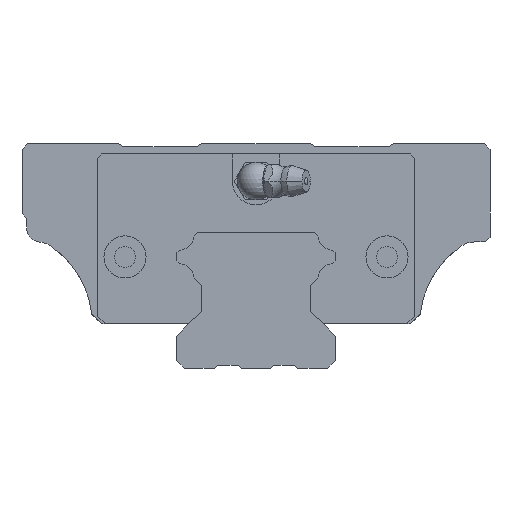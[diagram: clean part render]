
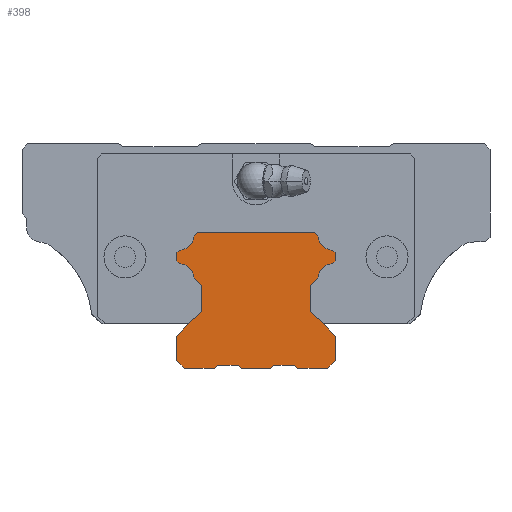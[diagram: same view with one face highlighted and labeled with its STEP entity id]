
A CAD part, front view. The second image highlights one B-rep face of the part: STEP entity #398.
In plain terms, the highlighted planar face has unit normal (0, -1, 0).
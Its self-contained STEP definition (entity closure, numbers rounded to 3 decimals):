
#398=ADVANCED_FACE('',(#889),#890,.T.);
#889=FACE_OUTER_BOUND('',#1459,.T.);
#890=PLANE('',#1460);
#1459=EDGE_LOOP('',(#3359,#3360,#3361,#3362,#3363,#3364,#3365,#3366,#3367,#3368,#3369,#3370,#3371,#3372,#3373,#3374,#3375,#3376,#3377,#3378,#3379,#3380,#3381,#3382,#3383,#3384,#3385,#3386,#3387,#3388,#3389,#3390));
#1460=AXIS2_PLACEMENT_3D('',#3391,#3392,#3393);
#3359=ORIENTED_EDGE('',*,*,#4075,.T.);
#3360=ORIENTED_EDGE('',*,*,#4092,.F.);
#3361=ORIENTED_EDGE('',*,*,#4103,.F.);
#3362=ORIENTED_EDGE('',*,*,#4063,.F.);
#3363=ORIENTED_EDGE('',*,*,#4012,.F.);
#3364=ORIENTED_EDGE('',*,*,#4067,.T.);
#3365=ORIENTED_EDGE('',*,*,#4085,.T.);
#3366=ORIENTED_EDGE('',*,*,#4130,.F.);
#3367=ORIENTED_EDGE('',*,*,#4005,.T.);
#3368=ORIENTED_EDGE('',*,*,#4114,.T.);
#3369=ORIENTED_EDGE('',*,*,#4131,.F.);
#3370=ORIENTED_EDGE('',*,*,#4060,.T.);
#3371=ORIENTED_EDGE('',*,*,#4121,.T.);
#3372=ORIENTED_EDGE('',*,*,#4052,.F.);
#3373=ORIENTED_EDGE('',*,*,#4070,.T.);
#3374=ORIENTED_EDGE('',*,*,#4116,.T.);
#3375=ORIENTED_EDGE('',*,*,#4100,.F.);
#3376=ORIENTED_EDGE('',*,*,#4096,.F.);
#3377=ORIENTED_EDGE('',*,*,#4037,.T.);
#3378=ORIENTED_EDGE('',*,*,#4019,.F.);
#3379=ORIENTED_EDGE('',*,*,#4001,.F.);
#3380=ORIENTED_EDGE('',*,*,#4132,.F.);
#3381=ORIENTED_EDGE('',*,*,#4133,.F.);
#3382=ORIENTED_EDGE('',*,*,#4048,.F.);
#3383=ORIENTED_EDGE('',*,*,#4128,.T.);
#3384=ORIENTED_EDGE('',*,*,#4108,.F.);
#3385=ORIENTED_EDGE('',*,*,#4088,.F.);
#3386=ORIENTED_EDGE('',*,*,#4134,.F.);
#3387=ORIENTED_EDGE('',*,*,#4123,.F.);
#3388=ORIENTED_EDGE('',*,*,#4044,.F.);
#3389=ORIENTED_EDGE('',*,*,#4082,.T.);
#3390=ORIENTED_EDGE('',*,*,#4126,.F.);
#3391=CARTESIAN_POINT('',(-16.688,-170.8,-21.312));
#3392=DIRECTION('',(0.0,-1.0,0.0));
#3393=DIRECTION('',(0.0,0.0,-1.0));
#4001=EDGE_CURVE('',#5002,#5004,#5005,.T.);
#4005=EDGE_CURVE('',#5012,#5010,#5013,.T.);
#4012=EDGE_CURVE('',#5023,#5025,#5026,.T.);
#4019=EDGE_CURVE('',#5004,#5036,#5037,.T.);
#4037=EDGE_CURVE('',#5063,#5036,#5065,.T.);
#4044=EDGE_CURVE('',#5074,#5076,#5077,.T.);
#4048=EDGE_CURVE('',#5082,#5084,#5085,.T.);
#4052=EDGE_CURVE('',#5090,#5092,#5093,.T.);
#4060=EDGE_CURVE('',#5105,#5103,#5106,.T.);
#4063=EDGE_CURVE('',#5025,#5110,#5111,.T.);
#4067=EDGE_CURVE('',#5023,#5115,#5117,.T.);
#4070=EDGE_CURVE('',#5090,#5120,#5122,.T.);
#4075=EDGE_CURVE('',#5130,#5128,#5131,.T.);
#4082=EDGE_CURVE('',#5074,#5140,#5142,.T.);
#4085=EDGE_CURVE('',#5115,#5145,#5147,.T.);
#4088=EDGE_CURVE('',#5151,#5153,#5154,.T.);
#4092=EDGE_CURVE('',#5158,#5128,#5160,.T.);
#4096=EDGE_CURVE('',#5063,#5164,#5165,.T.);
#4100=EDGE_CURVE('',#5164,#5169,#5170,.T.);
#4103=EDGE_CURVE('',#5110,#5158,#5173,.T.);
#4108=EDGE_CURVE('',#5153,#5180,#5181,.T.);
#4114=EDGE_CURVE('',#5010,#5187,#5189,.T.);
#4116=EDGE_CURVE('',#5120,#5169,#5191,.T.);
#4121=EDGE_CURVE('',#5103,#5092,#5197,.T.);
#4123=EDGE_CURVE('',#5076,#5200,#5201,.T.);
#4126=EDGE_CURVE('',#5130,#5140,#5204,.T.);
#4128=EDGE_CURVE('',#5082,#5180,#5206,.T.);
#4130=EDGE_CURVE('',#5012,#5145,#5208,.T.);
#4131=EDGE_CURVE('',#5105,#5187,#5209,.T.);
#4132=EDGE_CURVE('',#5210,#5002,#5211,.T.);
#4133=EDGE_CURVE('',#5084,#5210,#5212,.T.);
#4134=EDGE_CURVE('',#5200,#5151,#5213,.T.);
#5002=VERTEX_POINT('',#6589);
#5004=VERTEX_POINT('',#6592);
#5005=LINE('',#6593,#6594);
#5010=VERTEX_POINT('',#6601);
#5012=VERTEX_POINT('',#6604);
#5013=LINE('',#6605,#6606);
#5023=VERTEX_POINT('',#6620);
#5025=VERTEX_POINT('',#6623);
#5026=LINE('',#6624,#6625);
#5036=VERTEX_POINT('',#6639);
#5037=LINE('',#6640,#6641);
#5063=VERTEX_POINT('',#6673);
#5065=LINE('',#6676,#6677);
#5074=VERTEX_POINT('',#6687);
#5076=VERTEX_POINT('',#6690);
#5077=LINE('',#6691,#6692);
#5082=VERTEX_POINT('',#6699);
#5084=VERTEX_POINT('',#6702);
#5085=LINE('',#6703,#6704);
#5090=VERTEX_POINT('',#6711);
#5092=VERTEX_POINT('',#6714);
#5093=LINE('',#6715,#6716);
#5103=VERTEX_POINT('',#6729);
#5105=VERTEX_POINT('',#6732);
#5106=LINE('',#6733,#6734);
#5110=VERTEX_POINT('',#6739);
#5111=CIRCLE('',#6740,3.5);
#5115=VERTEX_POINT('',#6746);
#5117=LINE('',#6749,#6750);
#5120=VERTEX_POINT('',#6754);
#5122=LINE('',#6757,#6758);
#5128=VERTEX_POINT('',#6765);
#5130=VERTEX_POINT('',#6768);
#5131=LINE('',#6769,#6770);
#5140=VERTEX_POINT('',#6783);
#5142=LINE('',#6786,#6787);
#5145=VERTEX_POINT('',#6791);
#5147=LINE('',#6794,#6795);
#5151=VERTEX_POINT('',#6800);
#5153=VERTEX_POINT('',#6803);
#5154=LINE('',#6804,#6805);
#5158=VERTEX_POINT('',#6811);
#5160=LINE('',#6814,#6815);
#5164=VERTEX_POINT('',#6819);
#5165=LINE('',#6820,#6821);
#5169=VERTEX_POINT('',#6828);
#5170=LINE('',#6829,#6830);
#5173=LINE('',#6835,#6836);
#5180=VERTEX_POINT('',#6845);
#5181=LINE('',#6846,#6847);
#5187=VERTEX_POINT('',#6855);
#5189=LINE('',#6858,#6859);
#5191=LINE('',#6862,#6863);
#5197=LINE('',#6873,#6874);
#5200=VERTEX_POINT('',#6878);
#5201=LINE('',#6879,#6880);
#5204=CIRCLE('',#6884,3.5);
#5206=LINE('',#6887,#6888);
#5208=CIRCLE('',#6890,3.5);
#5209=LINE('',#6891,#6892);
#5210=VERTEX_POINT('',#6893);
#5211=LINE('',#6894,#6895);
#5212=LINE('',#6896,#6897);
#5213=CIRCLE('',#6898,3.5);
#6589=CARTESIAN_POINT('',(8.9,-170.8,-50.0));
#6592=CARTESIAN_POINT('',(8.2,-170.8,-49.3));
#6593=CARTESIAN_POINT('',(8.9,-170.8,-50.0));
#6594=VECTOR('',#7748,1000.0);
#6601=CARTESIAN_POINT('',(-11.7,-170.8,-32.259));
#6604=CARTESIAN_POINT('',(-13.204,-170.8,-30.754));
#6605=CARTESIAN_POINT('',(-13.204,-170.8,-30.754));
#6606=VECTOR('',#7752,1000.0);
#6620=CARTESIAN_POINT('',(-16.9,-170.8,-25.341));
#6623=CARTESIAN_POINT('',(-16.354,-170.8,-24.796));
#6624=CARTESIAN_POINT('',(-16.9,-170.8,-25.341));
#6625=VECTOR('',#7761,1000.0);
#6639=CARTESIAN_POINT('',(3.8,-170.8,-49.3));
#6640=CARTESIAN_POINT('',(8.2,-170.8,-49.3));
#6641=VECTOR('',#7772,1000.0);
#6673=CARTESIAN_POINT('',(3.1,-170.8,-50.0));
#6676=CARTESIAN_POINT('',(3.1,-170.8,-50.0));
#6677=VECTOR('',#7810,1000.0);
#6687=CARTESIAN_POINT('',(16.9,-170.8,-25.341));
#6690=CARTESIAN_POINT('',(16.9,-170.8,-27.059));
#6691=CARTESIAN_POINT('',(16.9,-170.8,-25.341));
#6692=VECTOR('',#7825,1000.0);
#6699=CARTESIAN_POINT('',(17.0,-170.8,-43.141));
#6702=CARTESIAN_POINT('',(17.0,-170.8,-48.3));
#6703=CARTESIAN_POINT('',(17.0,-170.8,-43.141));
#6704=VECTOR('',#7829,1000.0);
#6711=CARTESIAN_POINT('',(-8.9,-170.8,-50.0));
#6714=CARTESIAN_POINT('',(-15.3,-170.8,-50.0));
#6715=CARTESIAN_POINT('',(-8.9,-170.8,-50.0));
#6716=VECTOR('',#7833,1000.0);
#6729=CARTESIAN_POINT('',(-17.0,-170.8,-48.3));
#6732=CARTESIAN_POINT('',(-17.0,-170.8,-43.141));
#6733=CARTESIAN_POINT('',(-17.0,-170.8,-43.141));
#6734=VECTOR('',#7847,1000.0);
#6739=CARTESIAN_POINT('',(-13.204,-170.8,-21.646));
#6740=AXIS2_PLACEMENT_3D('',#7852,#7853,#7854);
#6746=CARTESIAN_POINT('',(-16.9,-170.8,-27.059));
#6749=CARTESIAN_POINT('',(-16.9,-170.8,-25.341));
#6750=VECTOR('',#7858,1000.0);
#6754=CARTESIAN_POINT('',(-8.2,-170.8,-49.3));
#6757=CARTESIAN_POINT('',(-8.9,-170.8,-50.0));
#6758=VECTOR('',#7861,1000.0);
#6765=CARTESIAN_POINT('',(12.559,-170.8,-21.0));
#6768=CARTESIAN_POINT('',(13.204,-170.8,-21.646));
#6769=CARTESIAN_POINT('',(13.204,-170.8,-21.646));
#6770=VECTOR('',#7870,1000.0);
#6783=CARTESIAN_POINT('',(16.354,-170.8,-24.796));
#6786=CARTESIAN_POINT('',(16.9,-170.8,-25.341));
#6787=VECTOR('',#7879,1000.0);
#6791=CARTESIAN_POINT('',(-16.354,-170.8,-27.604));
#6794=CARTESIAN_POINT('',(-16.9,-170.8,-27.059));
#6795=VECTOR('',#7882,1000.0);
#6800=CARTESIAN_POINT('',(13.204,-170.8,-30.754));
#6803=CARTESIAN_POINT('',(11.7,-170.8,-32.259));
#6804=CARTESIAN_POINT('',(13.204,-170.8,-30.754));
#6805=VECTOR('',#7885,1000.0);
#6811=CARTESIAN_POINT('',(-12.559,-170.8,-21.0));
#6814=CARTESIAN_POINT('',(-12.659,-170.8,-21.0));
#6815=VECTOR('',#7889,1000.0);
#6819=CARTESIAN_POINT('',(-3.1,-170.8,-50.0));
#6820=CARTESIAN_POINT('',(3.1,-170.8,-50.0));
#6821=VECTOR('',#7899,1000.0);
#6828=CARTESIAN_POINT('',(-3.8,-170.8,-49.3));
#6829=CARTESIAN_POINT('',(-3.1,-170.8,-50.0));
#6830=VECTOR('',#7903,1000.0);
#6835=CARTESIAN_POINT('',(-13.204,-170.8,-21.646));
#6836=VECTOR('',#7906,1000.0);
#6845=CARTESIAN_POINT('',(11.7,-170.8,-37.841));
#6846=CARTESIAN_POINT('',(11.7,-170.8,-32.259));
#6847=VECTOR('',#7915,1000.0);
#6855=CARTESIAN_POINT('',(-11.7,-170.8,-37.841));
#6858=CARTESIAN_POINT('',(-11.7,-170.8,-32.259));
#6859=VECTOR('',#7925,1000.0);
#6862=CARTESIAN_POINT('',(-8.2,-170.8,-49.3));
#6863=VECTOR('',#7927,1000.0);
#6873=CARTESIAN_POINT('',(-17.0,-170.8,-48.3));
#6874=VECTOR('',#7932,1000.0);
#6878=CARTESIAN_POINT('',(16.354,-170.8,-27.604));
#6879=CARTESIAN_POINT('',(16.9,-170.8,-27.059));
#6880=VECTOR('',#7934,1000.0);
#6884=AXIS2_PLACEMENT_3D('',#7939,#7940,#7941);
#6887=CARTESIAN_POINT('',(17.0,-170.8,-43.141));
#6888=VECTOR('',#7943,1000.0);
#6890=AXIS2_PLACEMENT_3D('',#7947,#7948,#7949);
#6891=CARTESIAN_POINT('',(-17.0,-170.8,-43.141));
#6892=VECTOR('',#7950,1000.0);
#6893=CARTESIAN_POINT('',(15.3,-170.8,-50.0));
#6894=CARTESIAN_POINT('',(15.3,-170.8,-50.0));
#6895=VECTOR('',#7951,1000.0);
#6896=CARTESIAN_POINT('',(17.0,-170.8,-48.3));
#6897=VECTOR('',#7952,1000.0);
#6898=AXIS2_PLACEMENT_3D('',#7953,#7954,#7955);
#7748=DIRECTION('',(-0.707,0.0,0.707));
#7752=DIRECTION('',(0.707,0.0,-0.707));
#7761=DIRECTION('',(0.707,0.0,0.707));
#7772=DIRECTION('',(-1.0,0.0,0.0));
#7810=DIRECTION('',(0.707,0.0,0.707));
#7825=DIRECTION('',(0.0,0.0,-1.0));
#7829=DIRECTION('',(0.0,0.0,-1.0));
#7833=DIRECTION('',(-1.0,0.0,0.0));
#7847=DIRECTION('',(0.0,0.0,-1.0));
#7852=CARTESIAN_POINT('',(-16.688,-170.8,-21.312));
#7853=DIRECTION('',(0.0,-1.0,0.0));
#7854=DIRECTION('',(1.0,0.0,0.0));
#7858=DIRECTION('',(0.0,0.0,-1.0));
#7861=DIRECTION('',(0.707,0.0,0.707));
#7870=DIRECTION('',(-0.707,0.0,0.707));
#7879=DIRECTION('',(-0.707,0.0,0.707));
#7882=DIRECTION('',(0.707,0.0,-0.707));
#7885=DIRECTION('',(-0.707,0.0,-0.707));
#7889=DIRECTION('',(1.0,0.0,0.0));
#7899=DIRECTION('',(-1.0,0.0,0.0));
#7903=DIRECTION('',(-0.707,0.0,0.707));
#7906=DIRECTION('',(0.707,0.0,0.707));
#7915=DIRECTION('',(0.0,0.0,-1.0));
#7925=DIRECTION('',(0.0,0.0,-1.0));
#7927=DIRECTION('',(1.0,0.0,0.0));
#7932=DIRECTION('',(0.707,0.0,-0.707));
#7934=DIRECTION('',(-0.707,0.0,-0.707));
#7939=CARTESIAN_POINT('',(16.688,-170.8,-21.312));
#7940=DIRECTION('',(0.0,-1.0,0.0));
#7941=DIRECTION('',(1.0,0.0,0.0));
#7943=DIRECTION('',(-0.707,0.0,0.707));
#7947=CARTESIAN_POINT('',(-16.688,-170.8,-31.088));
#7948=DIRECTION('',(0.0,-1.0,0.0));
#7949=DIRECTION('',(1.0,0.0,0.0));
#7950=DIRECTION('',(0.707,0.0,0.707));
#7951=DIRECTION('',(-1.0,0.0,0.0));
#7952=DIRECTION('',(-0.707,0.0,-0.707));
#7953=CARTESIAN_POINT('',(16.688,-170.8,-31.088));
#7954=DIRECTION('',(0.0,-1.0,0.0));
#7955=DIRECTION('',(1.0,0.0,0.0));
